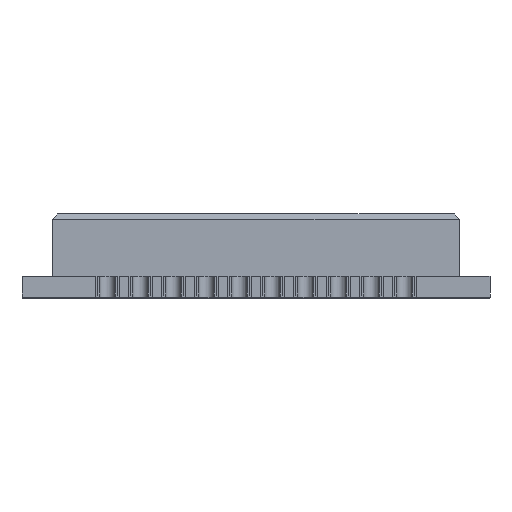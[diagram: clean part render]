
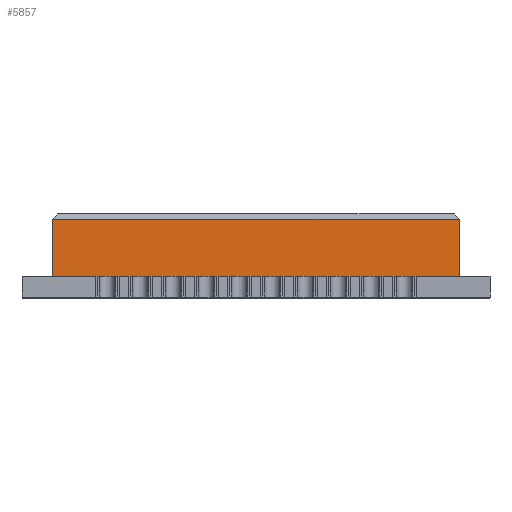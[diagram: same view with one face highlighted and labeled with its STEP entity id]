
A CAD part, top view. The second image highlights one B-rep face of the part: STEP entity #5857.
In plain terms, the highlighted planar face has unit normal (0, 0, 1).
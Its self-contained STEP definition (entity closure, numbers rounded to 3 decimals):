
#452 = DIRECTION ( 'NONE',  ( 0., -1., 0. ) ) ;
#612 = VECTOR ( 'NONE', #11256, 1000. ) ;
#1605 = VERTEX_POINT ( 'NONE', #12056 ) ;
#1629 = ORIENTED_EDGE ( 'NONE', *, *, #3963, .T. ) ;
#1901 = VERTEX_POINT ( 'NONE', #6249 ) ;
#2266 = DIRECTION ( 'NONE',  ( -1., 0., 0. ) ) ;
#2773 = ORIENTED_EDGE ( 'NONE', *, *, #10932, .T. ) ;
#2927 = CARTESIAN_POINT ( 'NONE',  ( 7.82, 3.2, 8.45 ) ) ;
#3265 = CARTESIAN_POINT ( 'NONE',  ( -7.83, 0.8, 8.45 ) ) ;
#3667 = AXIS2_PLACEMENT_3D ( 'NONE', #9326, #8024, #2266 ) ;
#3887 = EDGE_CURVE ( 'NONE', #4024, #1605, #14849, .T. ) ;
#3963 = EDGE_CURVE ( 'NONE', #1901, #1605, #12529, .T. ) ;
#4024 = VERTEX_POINT ( 'NONE', #6849 ) ;
#4056 = VECTOR ( 'NONE', #11203, 1000. ) ;
#4602 = VERTEX_POINT ( 'NONE', #12327 ) ;
#4825 = FACE_OUTER_BOUND ( 'NONE', #8020, .T. ) ;
#5857 = ADVANCED_FACE ( 'NONE', ( #4825 ), #12634, .F. ) ;
#6249 = CARTESIAN_POINT ( 'NONE',  ( -7.83, 0.8, 8.45 ) ) ;
#6753 = DIRECTION ( 'NONE',  ( 1., 0., 0. ) ) ;
#6849 = CARTESIAN_POINT ( 'NONE',  ( 7.82, 3., 8.45 ) ) ;
#7458 = CARTESIAN_POINT ( 'NONE',  ( -7.83, 3.2, 8.45 ) ) ;
#7755 = VECTOR ( 'NONE', #452, 1000. ) ;
#8020 = EDGE_LOOP ( 'NONE', ( #10020, #2773, #10900, #1629 ) ) ;
#8024 = DIRECTION ( 'NONE',  ( 0., 0., -1. ) ) ;
#9326 = CARTESIAN_POINT ( 'NONE',  ( -7.83, 3.2, 8.45 ) ) ;
#9554 = LINE ( 'NONE', #7458, #7755 ) ;
#10020 = ORIENTED_EDGE ( 'NONE', *, *, #3887, .F. ) ;
#10900 = ORIENTED_EDGE ( 'NONE', *, *, #12747, .T. ) ;
#10932 = EDGE_CURVE ( 'NONE', #4024, #4602, #11253, .T. ) ;
#11160 = CARTESIAN_POINT ( 'NONE',  ( -7.83, 3., 8.45 ) ) ;
#11203 = DIRECTION ( 'NONE',  ( 0., -1., 0. ) ) ;
#11253 = LINE ( 'NONE', #11160, #612 ) ;
#11256 = DIRECTION ( 'NONE',  ( -1., 0., 0. ) ) ;
#12056 = CARTESIAN_POINT ( 'NONE',  ( 7.82, 0.8, 8.45 ) ) ;
#12327 = CARTESIAN_POINT ( 'NONE',  ( -7.83, 3., 8.45 ) ) ;
#12529 = LINE ( 'NONE', #3265, #12893 ) ;
#12634 = PLANE ( 'NONE',  #3667 ) ;
#12747 = EDGE_CURVE ( 'NONE', #4602, #1901, #9554, .T. ) ;
#12893 = VECTOR ( 'NONE', #6753, 1000. ) ;
#14849 = LINE ( 'NONE', #2927, #4056 ) ;
